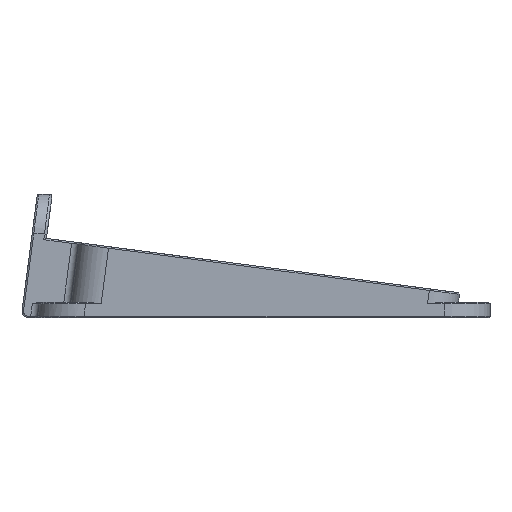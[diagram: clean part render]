
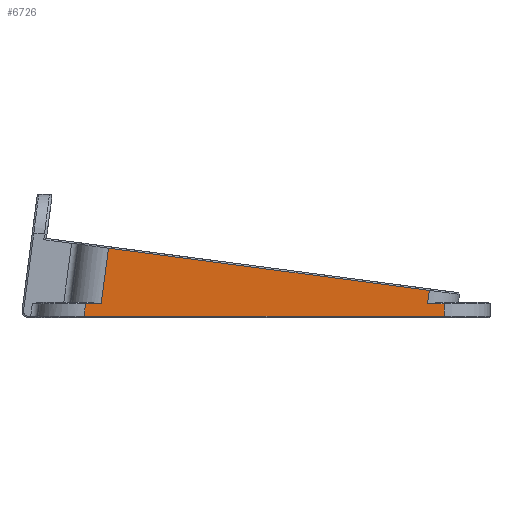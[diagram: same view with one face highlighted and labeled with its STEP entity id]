
A CAD part, left-side view. The second image highlights one B-rep face of the part: STEP entity #6726.
In plain terms, the highlighted planar face has unit normal (-1, 0, 0).
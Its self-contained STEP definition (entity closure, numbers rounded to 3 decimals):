
#77=PLANE('',#7237);
#429=FACE_OUTER_BOUND('',#842,.T.);
#842=EDGE_LOOP('',(#4899,#4900,#4901,#4902,#4903,#4904,#4905,#4906,#4907));
#1325=B_SPLINE_CURVE_WITH_KNOTS('',3,(#13258,#13259,#13260,#13261),
 .UNSPECIFIED.,.F.,.F.,(4,4),(1.566,1.571),
 .UNSPECIFIED.);
#1758=LINE('',#13022,#2251);
#1792=LINE('',#13236,#2285);
#1794=LINE('',#13247,#2287);
#1795=LINE('',#13249,#2288);
#1796=LINE('',#13251,#2289);
#1797=LINE('',#13253,#2290);
#1798=LINE('',#13255,#2291);
#1799=LINE('',#13257,#2292);
#2251=VECTOR('',#8116,10.);
#2285=VECTOR('',#8278,10.);
#2287=VECTOR('',#8282,10.);
#2288=VECTOR('',#8283,10.);
#2289=VECTOR('',#8284,10.);
#2290=VECTOR('',#8285,10.);
#2291=VECTOR('',#8286,10.);
#2292=VECTOR('',#8287,10.);
#2894=VERTEX_POINT('',#13014);
#2896=VERTEX_POINT('',#13020);
#2946=VERTEX_POINT('',#13235);
#2948=VERTEX_POINT('',#13246);
#2949=VERTEX_POINT('',#13248);
#2950=VERTEX_POINT('',#13250);
#2951=VERTEX_POINT('',#13252);
#2952=VERTEX_POINT('',#13254);
#2953=VERTEX_POINT('',#13256);
#3638=EDGE_CURVE('',#2896,#2894,#1758,.T.);
#3717=EDGE_CURVE('',#2894,#2946,#1792,.T.);
#3720=EDGE_CURVE('',#2948,#2896,#1794,.T.);
#3721=EDGE_CURVE('',#2949,#2948,#1795,.T.);
#3722=EDGE_CURVE('',#2950,#2949,#1796,.T.);
#3723=EDGE_CURVE('',#2951,#2950,#1797,.T.);
#3724=EDGE_CURVE('',#2952,#2951,#1798,.T.);
#3725=EDGE_CURVE('',#2953,#2952,#1799,.T.);
#3726=EDGE_CURVE('',#2946,#2953,#1325,.T.);
#4899=ORIENTED_EDGE('',*,*,#3638,.F.);
#4900=ORIENTED_EDGE('',*,*,#3720,.F.);
#4901=ORIENTED_EDGE('',*,*,#3721,.F.);
#4902=ORIENTED_EDGE('',*,*,#3722,.F.);
#4903=ORIENTED_EDGE('',*,*,#3723,.F.);
#4904=ORIENTED_EDGE('',*,*,#3724,.F.);
#4905=ORIENTED_EDGE('',*,*,#3725,.F.);
#4906=ORIENTED_EDGE('',*,*,#3726,.F.);
#4907=ORIENTED_EDGE('',*,*,#3717,.F.);
#6726=ADVANCED_FACE('',(#429),#77,.T.);
#7237=AXIS2_PLACEMENT_3D('',#13245,#8280,#8281);
#8116=DIRECTION('',(0.,1.,0.));
#8278=DIRECTION('',(0.,-0.131,0.991));
#8280=DIRECTION('center_axis',(-1.,0.,0.));
#8281=DIRECTION('ref_axis',(0.,0.,1.));
#8282=DIRECTION('',(0.,0.,-1.));
#8283=DIRECTION('',(0.,-1.,0.));
#8284=DIRECTION('',(0.,0.131,-0.991));
#8285=DIRECTION('',(0.,-0.991,-0.131));
#8286=DIRECTION('',(0.,-0.131,0.991));
#8287=DIRECTION('',(0.,-1.,0.));
#13014=CARTESIAN_POINT('',(-102.413,28.962,0.25));
#13020=CARTESIAN_POINT('',(-102.413,-29.081,0.25));
#13022=CARTESIAN_POINT('',(-102.413,-18.291,0.25));
#13235=CARTESIAN_POINT('',(-102.413,28.699,2.25));
#13236=CARTESIAN_POINT('',(-102.413,27.792,9.135));
#13245=CARTESIAN_POINT('Origin',(-102.413,0.,15.766));
#13246=CARTESIAN_POINT('',(-102.413,-29.081,2.25));
#13247=CARTESIAN_POINT('',(-102.413,-29.081,9.133));
#13248=CARTESIAN_POINT('',(-102.413,-26.423,2.25));
#13249=CARTESIAN_POINT('',(-102.413,-15.749,2.25));
#13250=CARTESIAN_POINT('',(-102.413,-26.706,4.405));
#13251=CARTESIAN_POINT('',(-102.413,-27.23,8.385));
#13252=CARTESIAN_POINT('',(-102.413,24.997,11.212));
#13253=CARTESIAN_POINT('',(-102.413,15.485,9.959));
#13254=CARTESIAN_POINT('',(-102.413,26.177,2.25));
#13255=CARTESIAN_POINT('',(-102.413,25.106,10.385));
#13256=CARTESIAN_POINT('',(-102.413,28.666,2.25));
#13257=CARTESIAN_POINT('',(-102.413,18.115,2.25));
#13258=CARTESIAN_POINT('Ctrl Pts',(-102.413,28.699,2.25));
#13259=CARTESIAN_POINT('Ctrl Pts',(-102.413,28.688,2.25));
#13260=CARTESIAN_POINT('Ctrl Pts',(-102.413,28.677,2.25));
#13261=CARTESIAN_POINT('Ctrl Pts',(-102.413,28.666,2.25));
